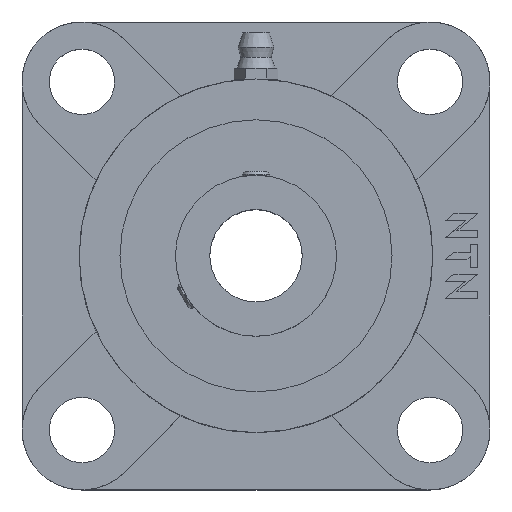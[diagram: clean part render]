
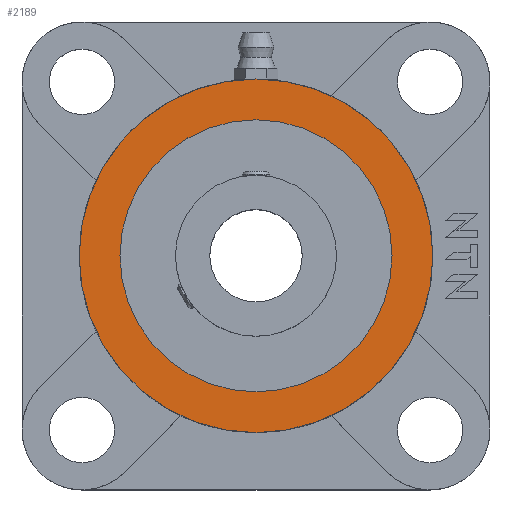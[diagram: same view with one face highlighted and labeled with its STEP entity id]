
A CAD part, top view. The second image highlights one B-rep face of the part: STEP entity #2189.
In plain terms, the highlighted planar face has unit normal (0, 0, 1).
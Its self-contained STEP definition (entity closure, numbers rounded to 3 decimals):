
#50=FACE_BOUND('',#372,.T.);
#122=PLANE('',#2414);
#235=FACE_OUTER_BOUND('',#371,.T.);
#371=EDGE_LOOP('',(#1815));
#372=EDGE_LOOP('',(#1816));
#914=CIRCLE('',#2398,32.5);
#926=CIRCLE('',#2413,25.);
#1082=VERTEX_POINT('',#3645);
#1100=VERTEX_POINT('',#3687);
#1342=EDGE_CURVE('',#1082,#1082,#914,.T.);
#1363=EDGE_CURVE('',#1100,#1100,#926,.T.);
#1815=ORIENTED_EDGE('',*,*,#1342,.F.);
#1816=ORIENTED_EDGE('',*,*,#1363,.T.);
#2189=ADVANCED_FACE('',(#235,#50),#122,.T.);
#2398=AXIS2_PLACEMENT_3D('',#3647,#2847,#2848);
#2413=AXIS2_PLACEMENT_3D('',#3689,#2886,#2887);
#2414=AXIS2_PLACEMENT_3D('',#3690,#2888,#2889);
#2847=DIRECTION('center_axis',(0.,0.,-1.));
#2848=DIRECTION('ref_axis',(1.,0.,0.));
#2886=DIRECTION('center_axis',(0.,0.,-1.));
#2887=DIRECTION('ref_axis',(1.,0.,0.));
#2888=DIRECTION('center_axis',(0.,0.,1.));
#2889=DIRECTION('ref_axis',(1.,0.,0.));
#3645=CARTESIAN_POINT('',(0.,-32.5,25.5));
#3647=CARTESIAN_POINT('Origin',(0.,0.,25.5));
#3687=CARTESIAN_POINT('',(0.,-25.,25.5));
#3689=CARTESIAN_POINT('Origin',(0.,0.,25.5));
#3690=CARTESIAN_POINT('Origin',(0.,32.5,25.5));
